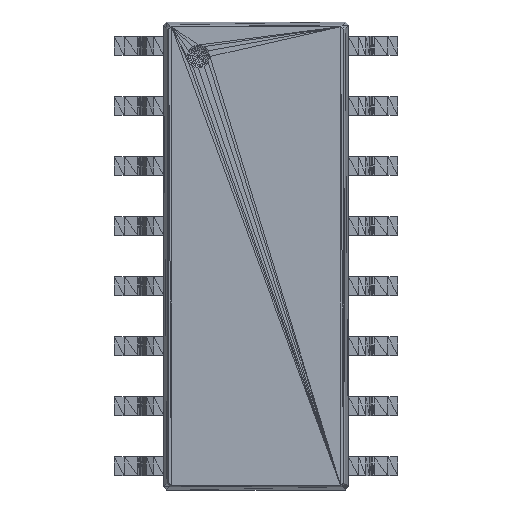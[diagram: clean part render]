
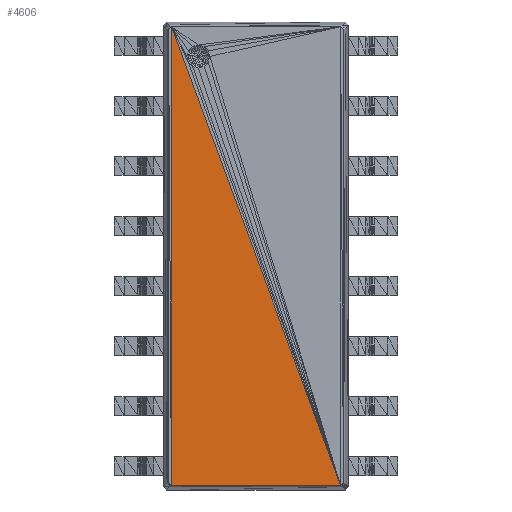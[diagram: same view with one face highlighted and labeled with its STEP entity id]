
A CAD part, top view. The second image highlights one B-rep face of the part: STEP entity #4606.
In plain terms, the highlighted planar face has unit normal (0, 0, 1).
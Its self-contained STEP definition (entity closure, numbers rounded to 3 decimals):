
#3695 = VERTEX_POINT('',#3696);
#3696 = CARTESIAN_POINT('',(704.33,-1909.45,
    570.86));
#3903 = VERTEX_POINT('',#3904);
#3904 = CARTESIAN_POINT('',(-704.33,1909.45,
    570.86));
#4047 = PLANE('',#4048);
#4048 = AXIS2_PLACEMENT_3D('',#4049,#4050,#4051);
#4049 = CARTESIAN_POINT('',(-704.33,1909.45,
    570.86));
#4050 = DIRECTION('',(0.,0.,-1.));
#4051 = DIRECTION('',(-1.,0.,0.));
#4146 = VERTEX_POINT('',#4147);
#4147 = CARTESIAN_POINT('',(-704.33,-1909.45,
    570.861));
#4161 = PLANE('',#4162);
#4162 = AXIS2_PLACEMENT_3D('',#4163,#4164,#4165);
#4163 = CARTESIAN_POINT('',(-10.645,-1912.653,
    564.371));
#4164 = DIRECTION('',(0.,0.897,-0.442));
#4165 = DIRECTION('',(0.,0.442,0.897));
#4246 = EDGE_CURVE('',#4146,#3695,#4247,.T.);
#4247 = SURFACE_CURVE('',#4248,(#4252,#4258),.PCURVE_S1.);
#4248 = LINE('',#4249,#4250);
#4249 = CARTESIAN_POINT('',(-704.33,-1909.45,
    570.86));
#4250 = VECTOR('',#4251,1.);
#4251 = DIRECTION('',(1.,0.,0.));
#4252 = PCURVE('',#4161,#4253);
#4253 = DEFINITIONAL_REPRESENTATION('',(#4254),#4257);
#4254 = B_SPLINE_CURVE_WITH_KNOTS('',1,(#4255,#4256),.UNSPECIFIED.,.F.,
  .F.,(2,2),(0.,1408.66),.PIECEWISE_BEZIER_KNOTS.);
#4255 = CARTESIAN_POINT('',(7.241,-693.684));
#4256 = CARTESIAN_POINT('',(7.241,714.974));
#4257 = ( GEOMETRIC_REPRESENTATION_CONTEXT(2) 
PARAMETRIC_REPRESENTATION_CONTEXT() REPRESENTATION_CONTEXT('2D SPACE',''
  ) );
#4258 = PCURVE('',#4259,#4264);
#4259 = PLANE('',#4260);
#4260 = AXIS2_PLACEMENT_3D('',#4261,#4262,#4263);
#4261 = CARTESIAN_POINT('',(-704.33,1909.45,
    570.86));
#4262 = DIRECTION('',(0.,0.,-1.));
#4263 = DIRECTION('',(-1.,0.,0.));
#4264 = DEFINITIONAL_REPRESENTATION('',(#4265),#4269);
#4265 = LINE('',#4266,#4267);
#4266 = CARTESIAN_POINT('',(0.,-3818.9));
#4267 = VECTOR('',#4268,1.);
#4268 = DIRECTION('',(-1.,0.));
#4269 = ( GEOMETRIC_REPRESENTATION_CONTEXT(2) 
PARAMETRIC_REPRESENTATION_CONTEXT() REPRESENTATION_CONTEXT('2D SPACE',''
  ) );
#4587 = EDGE_CURVE('',#4146,#3903,#4588,.T.);
#4588 = SURFACE_CURVE('',#4589,(#4593,#4600),.PCURVE_S1.);
#4589 = LINE('',#4590,#4591);
#4590 = CARTESIAN_POINT('',(-704.33,-1909.45,
    570.86));
#4591 = VECTOR('',#4592,1.);
#4592 = DIRECTION('',(0.,1.,0.));
#4593 = PCURVE('',#4047,#4594);
#4594 = DEFINITIONAL_REPRESENTATION('',(#4595),#4599);
#4595 = LINE('',#4596,#4597);
#4596 = CARTESIAN_POINT('',(0.,-3818.9));
#4597 = VECTOR('',#4598,1.);
#4598 = DIRECTION('',(0.,1.));
#4599 = ( GEOMETRIC_REPRESENTATION_CONTEXT(2) 
PARAMETRIC_REPRESENTATION_CONTEXT() REPRESENTATION_CONTEXT('2D SPACE',''
  ) );
#4600 = PCURVE('',#4259,#4601);
#4601 = DEFINITIONAL_REPRESENTATION('',(#4602),#4605);
#4602 = B_SPLINE_CURVE_WITH_KNOTS('',1,(#4603,#4604),.UNSPECIFIED.,.F.,
  .F.,(2,2),(0.,3818.9),.PIECEWISE_BEZIER_KNOTS.);
#4603 = CARTESIAN_POINT('',(0.,-3818.9));
#4604 = CARTESIAN_POINT('',(0.,0.));
#4605 = ( GEOMETRIC_REPRESENTATION_CONTEXT(2) 
PARAMETRIC_REPRESENTATION_CONTEXT() REPRESENTATION_CONTEXT('2D SPACE',''
  ) );
#4606 = ADVANCED_FACE('',(#4607),#4259,.F.);
#4607 = FACE_BOUND('',#4608,.T.);
#4608 = EDGE_LOOP('',(#4609,#4610,#4611));
#4609 = ORIENTED_EDGE('',*,*,#4587,.F.);
#4610 = ORIENTED_EDGE('',*,*,#4246,.T.);
#4611 = ORIENTED_EDGE('',*,*,#4612,.T.);
#4612 = EDGE_CURVE('',#3695,#3903,#4613,.T.);
#4613 = SURFACE_CURVE('',#4614,(#4618,#4625),.PCURVE_S1.);
#4614 = LINE('',#4615,#4616);
#4615 = CARTESIAN_POINT('',(704.33,-1909.45,
    570.86));
#4616 = VECTOR('',#4617,1.);
#4617 = DIRECTION('',(-0.346,0.938,0.));
#4618 = PCURVE('',#4259,#4619);
#4619 = DEFINITIONAL_REPRESENTATION('',(#4620),#4624);
#4620 = LINE('',#4621,#4622);
#4621 = CARTESIAN_POINT('',(-1408.66,-3818.9));
#4622 = VECTOR('',#4623,1.);
#4623 = DIRECTION('',(0.346,0.938));
#4624 = ( GEOMETRIC_REPRESENTATION_CONTEXT(2) 
PARAMETRIC_REPRESENTATION_CONTEXT() REPRESENTATION_CONTEXT('2D SPACE',''
  ) );
#4625 = PCURVE('',#4626,#4631);
#4626 = PLANE('',#4627);
#4627 = AXIS2_PLACEMENT_3D('',#4628,#4629,#4630);
#4628 = CARTESIAN_POINT('',(-704.33,1909.45,
    570.86));
#4629 = DIRECTION('',(0.,0.,-1.));
#4630 = DIRECTION('',(-1.,0.,0.));
#4631 = DEFINITIONAL_REPRESENTATION('',(#4632),#4635);
#4632 = B_SPLINE_CURVE_WITH_KNOTS('',1,(#4633,#4634),.UNSPECIFIED.,.F.,
  .F.,(2,2),(0.,4070.42),.PIECEWISE_BEZIER_KNOTS.);
#4633 = CARTESIAN_POINT('',(-1408.66,-3818.9));
#4634 = CARTESIAN_POINT('',(0.,0.));
#4635 = ( GEOMETRIC_REPRESENTATION_CONTEXT(2) 
PARAMETRIC_REPRESENTATION_CONTEXT() REPRESENTATION_CONTEXT('2D SPACE',''
  ) );
